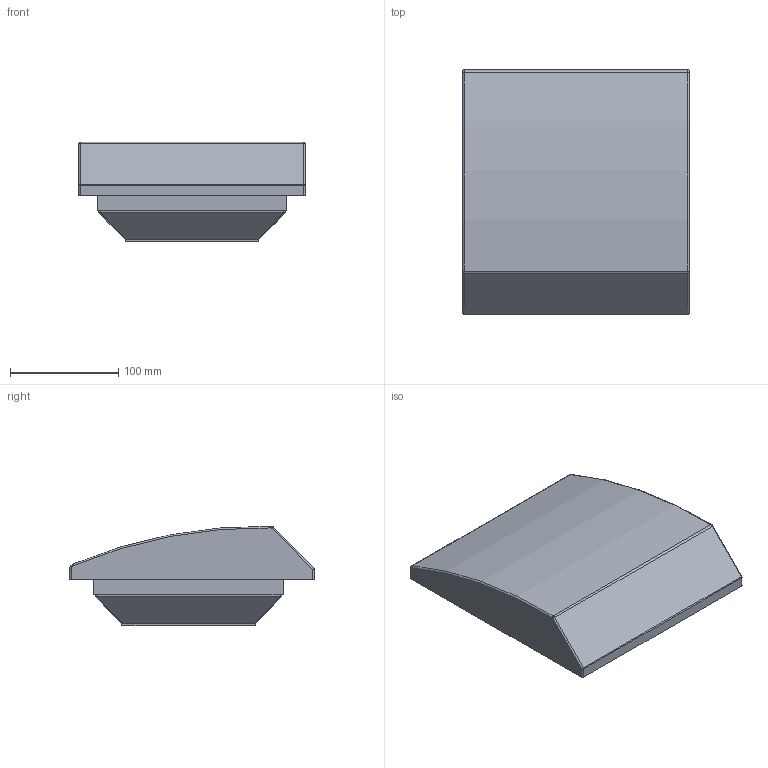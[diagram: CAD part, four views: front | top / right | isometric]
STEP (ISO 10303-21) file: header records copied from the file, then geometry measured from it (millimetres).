
FILE_DESCRIPTION (( 'STEP AP214' ), '1' );
FILE_NAME ('YCE-EF-102-55.STEP', '2024-06-11T09:29:46', ( '' ), ( '' ), 'SwSTEP 2.0', 'SolidWorks 2022', '' );
FILE_SCHEMA (( 'AUTOMOTIVE_DESIGN' ));
Length unit declared in the file: millimetre
Products named in the file (3): YCE-FF-102-55 диффузор; YCE-EF-102-55
Assembly tree (2 placements, depth 2):
  YCE-EF-102-55
    YCE-EF-102-55
    YCE-FF-102-55 диффузор
Bounding box: 209 x 226 x 91.8 mm (x, y, z)
Volume: 2122642.9 mm3; surface area: 202620.9 mm2
Topology: 2 solids, 2 shells, 151 faces, 360 edges, 234 vertices
Faces by surface type: plane 75, cylinder 68, torus 6, sphere 2
Entity records: 4504 total; most frequent: CARTESIAN_POINT 808, DIRECTION 784, ORIENTED_EDGE 716, EDGE_CURVE 358, AXIS2_PLACEMENT_3D 290, VERTEX_POINT 234, VECTOR 204, LINE 204
